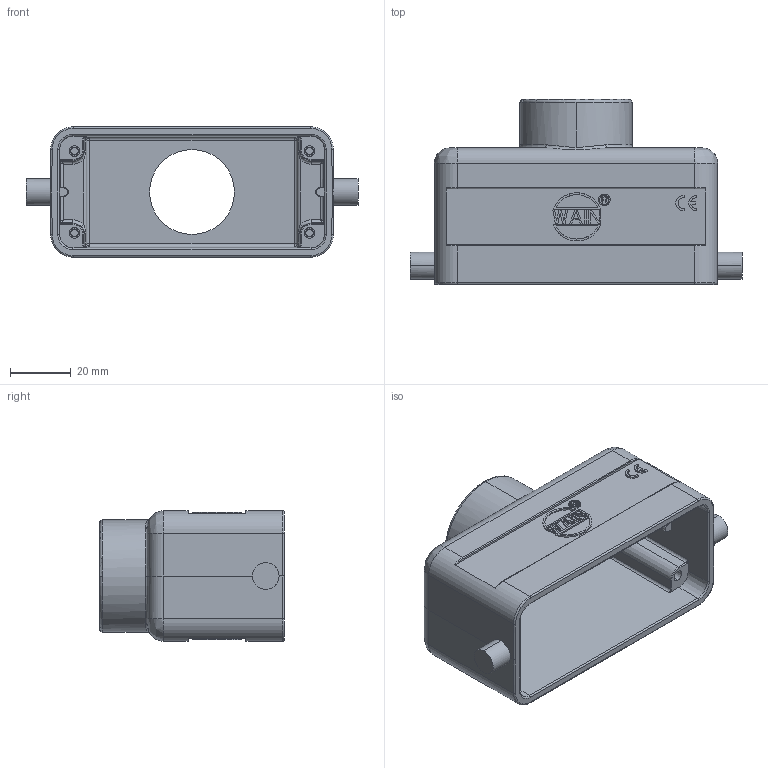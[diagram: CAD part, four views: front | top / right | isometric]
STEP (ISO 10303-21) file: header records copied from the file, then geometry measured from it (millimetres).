
FILE_DESCRIPTION(/* description */ (''),/* implementation_level */ '2;1');
FILE_NAME(/* name */ '3D_1240164151004_HV16B-TE-2B-M32_V1.1.stp',/* time_stamp */ '2024-01-05T09:55:33+08:00',/* author */ (''),/* organization */ (''),/* preprocessor_version */ 'ST-DEVELOPER v18.1',/* originating_system */ 'SIEMENS PLM Software NX 1980',/* authorisation */ '');
FILE_SCHEMA (('AUTOMOTIVE_DESIGN { 1 0 10303 214 3 1 1 1 }'));
Length unit declared in the file: millimetre
Products named in the file (1): 145932C43606rktj
Bounding box: 109.5 x 61 x 43 mm (x, y, z)
Volume: 54763.8 mm3; surface area: 32474.9 mm2
Topology: 3 solids, 3 shells, 417 faces, 1024 edges, 643 vertices
Faces by surface type: plane 229, cylinder 75, torus 42, cone 35, bspline 22, extrusion 8, sphere 6
Full cylindrical faces by diameter (mm): 28 x1, 30.5 x1
Entity records: 13567 total; most frequent: CARTESIAN_POINT 3922, ORIENTED_EDGE 2026, DIRECTION 1900, EDGE_CURVE 1013, VECTOR 642, VERTEX_POINT 641, LINE 634, AXIS2_PLACEMENT_3D 629
